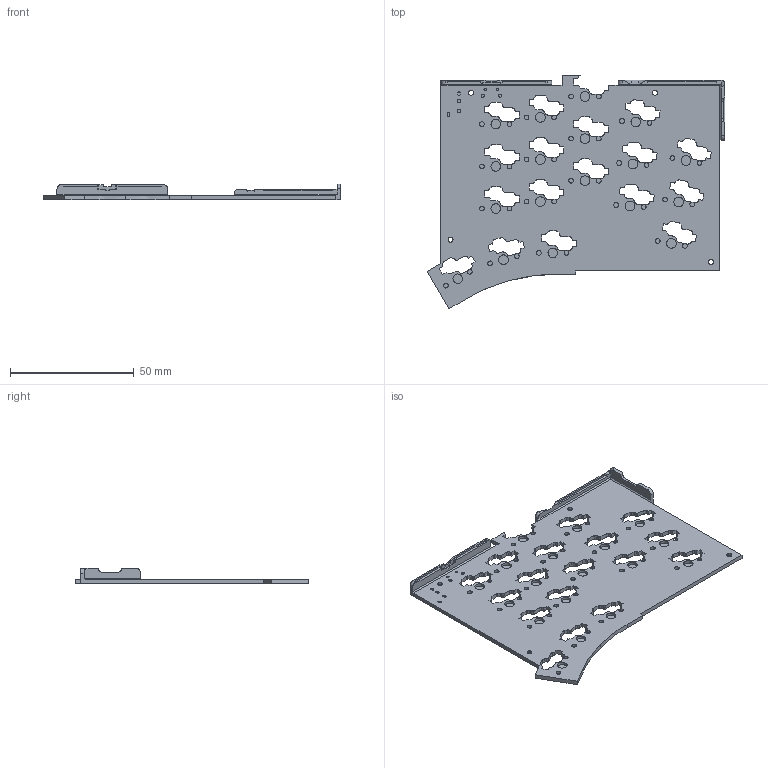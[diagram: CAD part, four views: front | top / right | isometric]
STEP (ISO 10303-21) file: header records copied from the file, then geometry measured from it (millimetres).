
FILE_DESCRIPTION(/* description */ (''),/* implementation_level */ '2;1');
FILE_NAME(/* name */ 'TOTEM36_case_ble_bottom_R_V.08.step',/* time_stamp */ '2025-07-21T21:54:51+08:00',/* author */ (''),/* organization */ (''),/* preprocessor_version */ 'ST-DEVELOPER v20.1',/* originating_system */ 'Autodesk Translation Framework v14.10.0.0',/* authorisation */ '');
FILE_SCHEMA (('AUTOMOTIVE_DESIGN { 1 0 10303 214 3 1 1 }'));
Length unit declared in the file: millimetre
Products named in the file (1): TOTEM case_v08_7mm_keeb_usb
Bounding box: 120.23 x 94.46 x 6.39 mm (x, y, z)
Volume: 13329.9 mm3; surface area: 18820.4 mm2
Topology: 1 solids, 1 shells, 883 faces, 2475 edges, 1642 vertices
Faces by surface type: plane 448, bspline 336, cylinder 89, cone 10
Full cylindrical faces by diameter (mm): 1 x2, 1.3 x2, 1.9 x18, 2 x4, 3.9 x18, 4.3 x4, 9 x4
Entity records: 33296 total; most frequent: CARTESIAN_POINT 12396, ORIENTED_EDGE 4950, DIRECTION 3217, EDGE_CURVE 2475, VERTEX_POINT 1642, LINE 1617, VECTOR 1617, EDGE_LOOP 973
